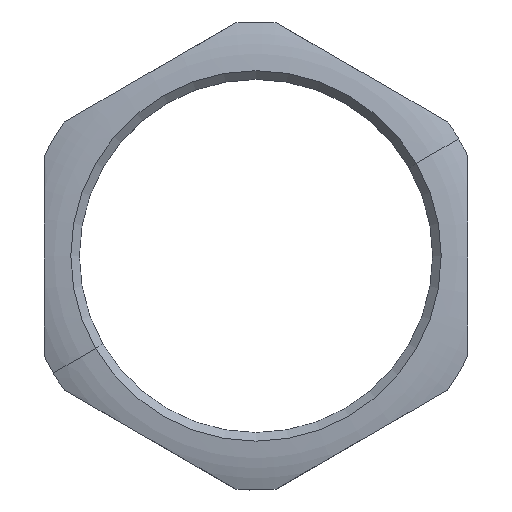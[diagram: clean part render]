
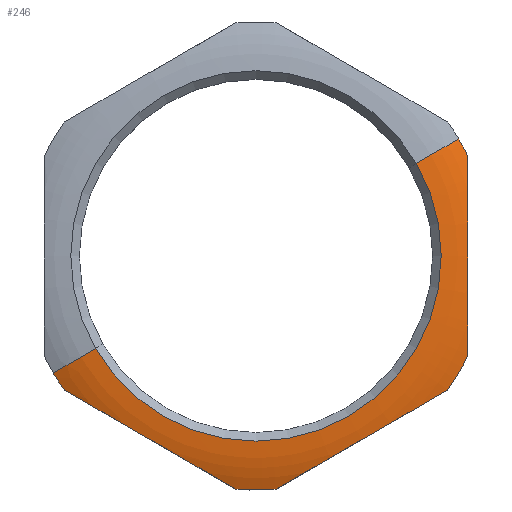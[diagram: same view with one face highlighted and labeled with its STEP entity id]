
A CAD part, top view. The second image highlights one B-rep face of the part: STEP entity #246.
In plain terms, the highlighted toroidal (fillet/blend) face has major radius 10 mm and minor radius 8.5 mm.
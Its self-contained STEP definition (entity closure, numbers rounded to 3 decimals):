
#47=AXIS2_PLACEMENT_3D('Circle Axis2P3D',#45,#46,$) ;
#61=AXIS2_PLACEMENT_3D('Circle Axis2P3D',#59,#60,$) ;
#171=AXIS2_PLACEMENT_3D('Torus Axis2P3D',#168,#169,#170) ;
#175=AXIS2_PLACEMENT_3D('Circle Axis2P3D',#173,#174,$) ;
#192=AXIS2_PLACEMENT_3D('Circle Axis2P3D',#190,#191,$) ;
#209=AXIS2_PLACEMENT_3D('Circle Axis2P3D',#207,#208,$) ;
#226=AXIS2_PLACEMENT_3D('Circle Axis2P3D',#224,#225,$) ;
#231=AXIS2_PLACEMENT_3D('Circle Axis2P3D',#229,#230,$) ;
#40=CARTESIAN_POINT('Vertex',(0.525,6.625,3.354)) ;
#45=CARTESIAN_POINT('Axis2P3D Location',(3.34,8.25,-4.5)) ;
#49=CARTESIAN_POINT('Vertex',(2.919,8.007,3.986)) ;
#56=CARTESIAN_POINT('Vertex',(21.081,18.493,3.986)) ;
#59=CARTESIAN_POINT('Axis2P3D Location',(20.66,18.25,-4.5)) ;
#63=CARTESIAN_POINT('Vertex',(23.475,19.875,3.354)) ;
#168=CARTESIAN_POINT('Axis2P3D Location',(12.,13.25,-4.5)) ;
#173=CARTESIAN_POINT('Axis2P3D Location',(12.,13.25,3.354)) ;
#177=CARTESIAN_POINT('Vertex',(1.135,5.667,3.354)) ;
#181=CARTESIAN_POINT('Control Point',(1.135,5.667,3.354)) ;
#182=CARTESIAN_POINT('Control Point',(3.085,4.541,3.749)) ;
#183=CARTESIAN_POINT('Control Point',(5.061,3.4,3.809)) ;
#184=CARTESIAN_POINT('Control Point',(6.938,2.316,3.809)) ;
#185=CARTESIAN_POINT('Control Point',(8.915,1.175,3.749)) ;
#186=CARTESIAN_POINT('Control Point',(10.865,0.049,3.354)) ;
#187=CARTESIAN_POINT('Vertex',(10.865,0.049,3.354)) ;
#190=CARTESIAN_POINT('Axis2P3D Location',(12.,13.25,3.354)) ;
#194=CARTESIAN_POINT('Vertex',(13.135,0.049,3.354)) ;
#198=CARTESIAN_POINT('Control Point',(13.135,0.049,3.354)) ;
#199=CARTESIAN_POINT('Control Point',(15.076,1.169,3.747)) ;
#200=CARTESIAN_POINT('Control Point',(17.062,2.316,3.81)) ;
#201=CARTESIAN_POINT('Control Point',(18.942,3.401,3.809)) ;
#202=CARTESIAN_POINT('Control Point',(20.922,4.545,3.748)) ;
#203=CARTESIAN_POINT('Control Point',(22.865,5.667,3.354)) ;
#204=CARTESIAN_POINT('Vertex',(22.865,5.667,3.354)) ;
#207=CARTESIAN_POINT('Axis2P3D Location',(12.,13.25,3.354)) ;
#211=CARTESIAN_POINT('Vertex',(24.,7.632,3.354)) ;
#215=CARTESIAN_POINT('Control Point',(24.,7.632,3.354)) ;
#216=CARTESIAN_POINT('Control Point',(24.,9.884,3.749)) ;
#217=CARTESIAN_POINT('Control Point',(24.,12.166,3.809)) ;
#218=CARTESIAN_POINT('Control Point',(24.,14.333,3.809)) ;
#219=CARTESIAN_POINT('Control Point',(24.,16.616,3.749)) ;
#220=CARTESIAN_POINT('Control Point',(24.,18.868,3.354)) ;
#221=CARTESIAN_POINT('Vertex',(24.,18.868,3.354)) ;
#224=CARTESIAN_POINT('Axis2P3D Location',(12.,13.25,3.354)) ;
#229=CARTESIAN_POINT('Axis2P3D Location',(12.,13.25,3.986)) ;
#46=DIRECTION('Axis2P3D Direction',(-0.5,0.866,0.)) ;
#60=DIRECTION('Axis2P3D Direction',(0.5,-0.866,0.)) ;
#169=DIRECTION('Axis2P3D Direction',(0.,0.,1.)) ;
#170=DIRECTION('Axis2P3D XDirection',(-0.866,-0.5,0.)) ;
#174=DIRECTION('Axis2P3D Direction',(0.,0.,1.)) ;
#191=DIRECTION('Axis2P3D Direction',(0.,0.,1.)) ;
#208=DIRECTION('Axis2P3D Direction',(0.,0.,1.)) ;
#225=DIRECTION('Axis2P3D Direction',(0.,0.,1.)) ;
#230=DIRECTION('Axis2P3D Direction',(0.,0.,1.)) ;
#235=ORIENTED_EDGE('',*,*,#51,.F.) ;
#236=ORIENTED_EDGE('',*,*,#179,.F.) ;
#237=ORIENTED_EDGE('',*,*,#189,.T.) ;
#238=ORIENTED_EDGE('',*,*,#196,.F.) ;
#239=ORIENTED_EDGE('',*,*,#206,.T.) ;
#240=ORIENTED_EDGE('',*,*,#213,.F.) ;
#241=ORIENTED_EDGE('',*,*,#223,.T.) ;
#242=ORIENTED_EDGE('',*,*,#228,.F.) ;
#243=ORIENTED_EDGE('',*,*,#65,.T.) ;
#244=ORIENTED_EDGE('',*,*,#233,.F.) ;
#246=ADVANCED_FACE('Schnitt-Rotation1',(#245),#172,.T.) ;
#180=B_SPLINE_CURVE_WITH_KNOTS('',5,(#181,#182,#183,#184,#185,#186),.UNSPECIFIED.,.F.,.U.,(6,6),(0.,14.629),.UNSPECIFIED.) ;
#197=B_SPLINE_CURVE_WITH_KNOTS('',5,(#198,#199,#200,#201,#202,#203),.UNSPECIFIED.,.F.,.U.,(6,6),(0.,14.629),.UNSPECIFIED.) ;
#214=B_SPLINE_CURVE_WITH_KNOTS('',5,(#215,#216,#217,#218,#219,#220),.UNSPECIFIED.,.F.,.U.,(6,6),(0.,14.629),.UNSPECIFIED.) ;
#48=CIRCLE('generated circle',#47,8.5) ;
#62=CIRCLE('generated circle',#61,8.5) ;
#176=CIRCLE('generated circle',#175,13.25) ;
#193=CIRCLE('generated circle',#192,13.25) ;
#210=CIRCLE('generated circle',#209,13.25) ;
#227=CIRCLE('generated circle',#226,13.25) ;
#232=CIRCLE('generated circle',#231,10.486) ;
#172=TOROIDAL_SURFACE('homeo Torus',#171,10.,8.5) ;
#51=EDGE_CURVE('',#41,#50,#48,.T.) ;
#65=EDGE_CURVE('',#64,#57,#62,.T.) ;
#179=EDGE_CURVE('',#178,#41,#176,.F.) ;
#189=EDGE_CURVE('',#178,#188,#180,.T.) ;
#196=EDGE_CURVE('',#195,#188,#193,.F.) ;
#206=EDGE_CURVE('',#195,#205,#197,.T.) ;
#213=EDGE_CURVE('',#212,#205,#210,.F.) ;
#223=EDGE_CURVE('',#212,#222,#214,.T.) ;
#228=EDGE_CURVE('',#64,#222,#227,.F.) ;
#233=EDGE_CURVE('',#50,#57,#232,.T.) ;
#234=EDGE_LOOP('',(#235,#236,#237,#238,#239,#240,#241,#242,#243,#244)) ;
#245=FACE_OUTER_BOUND('',#234,.T.) ;
#41=VERTEX_POINT('',#40) ;
#50=VERTEX_POINT('',#49) ;
#57=VERTEX_POINT('',#56) ;
#64=VERTEX_POINT('',#63) ;
#178=VERTEX_POINT('',#177) ;
#188=VERTEX_POINT('',#187) ;
#195=VERTEX_POINT('',#194) ;
#205=VERTEX_POINT('',#204) ;
#212=VERTEX_POINT('',#211) ;
#222=VERTEX_POINT('',#221) ;
